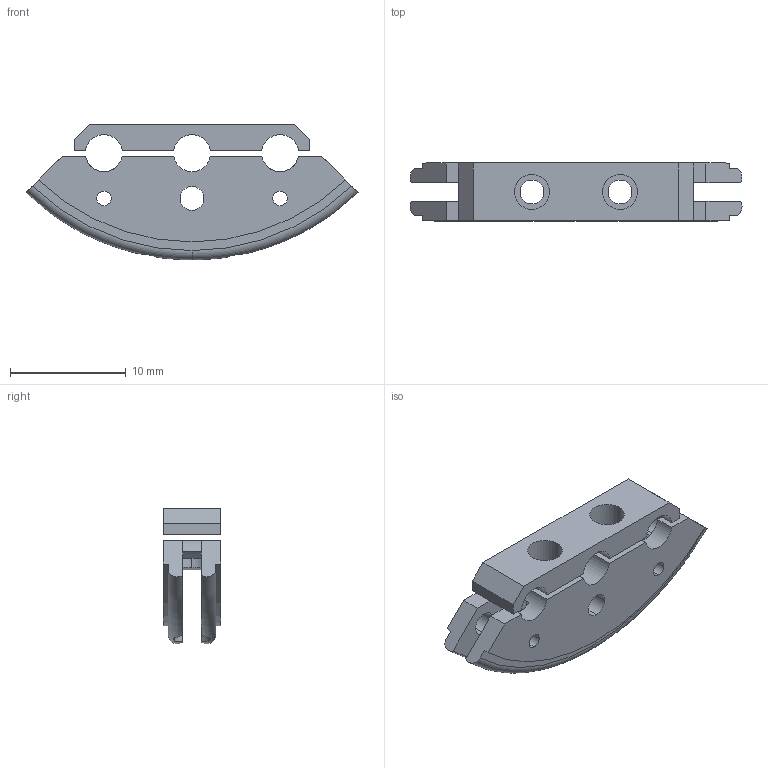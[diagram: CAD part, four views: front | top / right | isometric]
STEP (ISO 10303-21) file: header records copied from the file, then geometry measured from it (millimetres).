
FILE_DESCRIPTION (( 'STEP AP214' ), '1' );
FILE_NAME ('CF35¼Ð³ÖÆ÷-03.STEP', '2023-11-09T01:07:55', ( '' ), ( '' ), 'SwSTEP 2.0', 'SolidWorks 2020', '' );
FILE_SCHEMA (( 'AUTOMOTIVE_DESIGN' ));
Length unit declared in the file: millimetre
Products named in the file (1): CF35標厥ん-03
Bounding box: 28.63 x 5 x 11.7 mm (x, y, z)
Volume: 662.3 mm3; surface area: 1320.8 mm2
Topology: 2 solids, 2 shells, 78 faces, 222 edges, 148 vertices
Faces by surface type: cylinder 41, plane 33, torus 4
Entity records: 2951 total; most frequent: CARTESIAN_POINT 580, DIRECTION 462, ORIENTED_EDGE 444, EDGE_CURVE 222, AXIS2_PLACEMENT_3D 176, VERTEX_POINT 148, VECTOR 110, LINE 110
